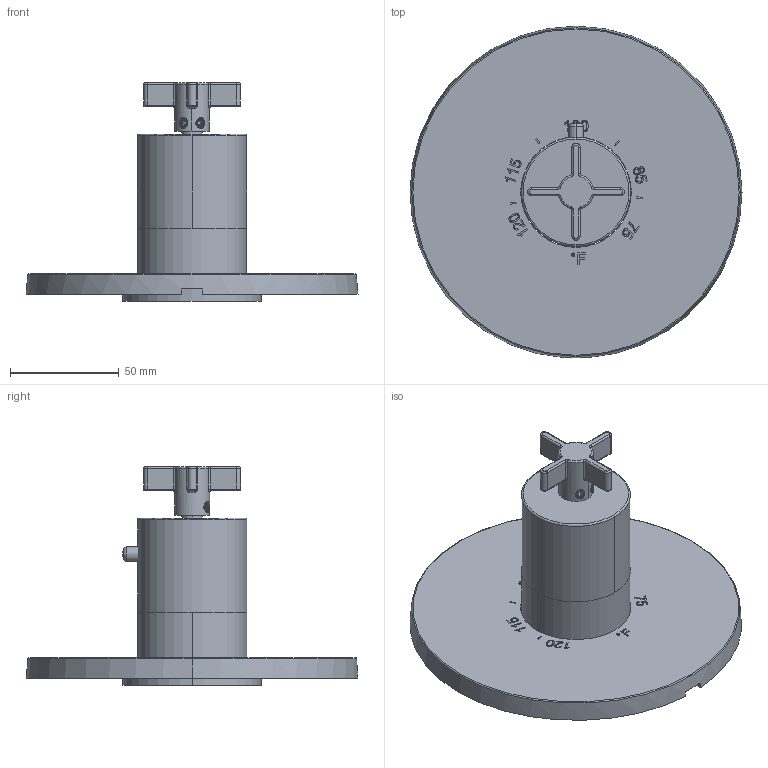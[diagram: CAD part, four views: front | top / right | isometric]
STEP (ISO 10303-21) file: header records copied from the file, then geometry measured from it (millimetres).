
FILE_DESCRIPTION((''),'2;1');
FILE_NAME('3-3334TR_ASM','2020-09-15T09:27:31',('jinson.thomas'),(''),'CREO PARAMETRIC BY PTC INC, 2018400','CREO PARAMETRIC BY PTC INC, 2018400','');
FILE_SCHEMA(('CONFIG_CONTROL_DESIGN'));
Length unit declared in the file: inch
Products named in the file (9): 12120; 11029; 12541; 11555; 20-176_ASM; 13537; 92000; 20-569_ASM; 3-3334TR_ASM
Assembly tree (9 placements, depth 3):
  3-3334TR_ASM
    12120
    11029
    20-176_ASM
      12541
      11555
    20-569_ASM
      13537
      92000  x2
Bounding box: 152.4 x 152.25 x 100.41 mm (x, y, z)
Volume: 82976 mm3; surface area: 77889.6 mm2
Topology: 7 solids, 7 shells, 777 faces, 2114 edges, 1376 vertices
Faces by surface type: plane 314, extrusion 182, cylinder 160, bspline 51, torus 32, cone 30, sphere 8
Entity records: 33613 total; most frequent: CARTESIAN_POINT 15513, ORIENTED_EDGE 4084, DIRECTION 3047, EDGE_CURVE 2042, VERTEX_POINT 1335, VECTOR 1107, AXIS2_PLACEMENT_3D 970, LINE 925
